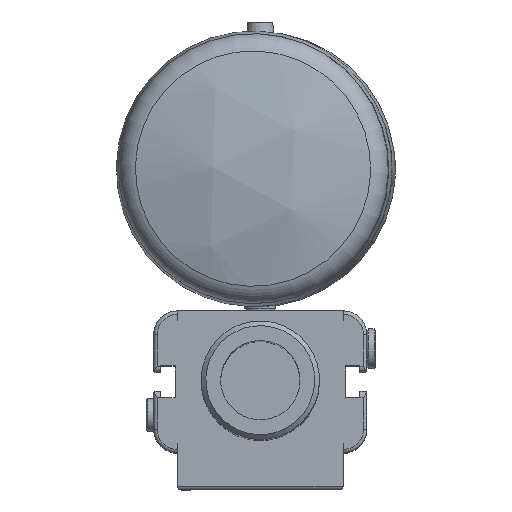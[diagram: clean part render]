
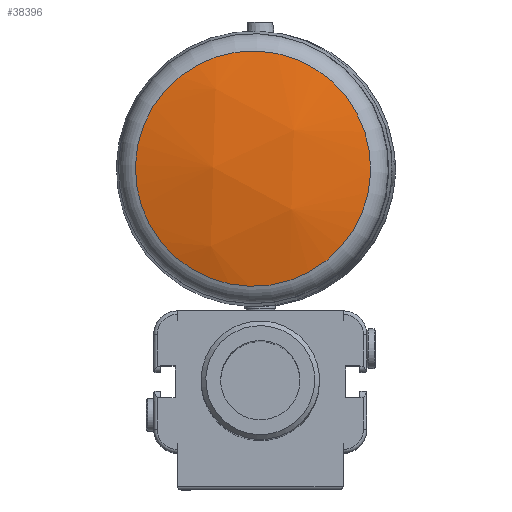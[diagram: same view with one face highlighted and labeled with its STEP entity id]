
A CAD part, top view. The second image highlights one B-rep face of the part: STEP entity #38396.
In plain terms, the highlighted spherical face has radius 173.372 mm.
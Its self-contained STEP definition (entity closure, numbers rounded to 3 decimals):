
#45=SPHERICAL_SURFACE('',#41486,173.372);
#3143=FACE_OUTER_BOUND('',#5437,.T.);
#5437=EDGE_LOOP('',(#30029,#30030));
#7760=CIRCLE('',#41487,49.68);
#7761=CIRCLE('',#41488,49.68);
#17016=VERTEX_POINT('',#63919);
#17017=VERTEX_POINT('',#63920);
#21707=EDGE_CURVE('',#17016,#17017,#7760,.T.);
#21708=EDGE_CURVE('',#17017,#17016,#7761,.T.);
#30029=ORIENTED_EDGE('',*,*,#21707,.F.);
#30030=ORIENTED_EDGE('',*,*,#21708,.F.);
#38396=ADVANCED_FACE('',(#3143),#45,.T.);
#41486=AXIS2_PLACEMENT_3D('',#63918,#49191,#49192);
#41487=AXIS2_PLACEMENT_3D('',#63921,#49193,#49194);
#41488=AXIS2_PLACEMENT_3D('',#63922,#49195,#49196);
#49191=DIRECTION('center_axis',(0.999,-0.03,0.014));
#49192=DIRECTION('ref_axis',(-0.014,-0.002,1.));
#49193=DIRECTION('center_axis',(0.014,0.,
-1.));
#49194=DIRECTION('ref_axis',(0.03,1.,0.));
#49195=DIRECTION('center_axis',(0.014,0.,
-1.));
#49196=DIRECTION('ref_axis',(0.03,1.,0.));
#63918=CARTESIAN_POINT('Origin',(-0.771,89.8,6.372));
#63919=CARTESIAN_POINT('',(-1.592,139.458,172.479));
#63920=CARTESIAN_POINT('',(46.58,88.319,173.147));
#63921=CARTESIAN_POINT('Origin',(-3.073,89.8,172.458));
#63922=CARTESIAN_POINT('Origin',(-3.073,89.8,172.458));
